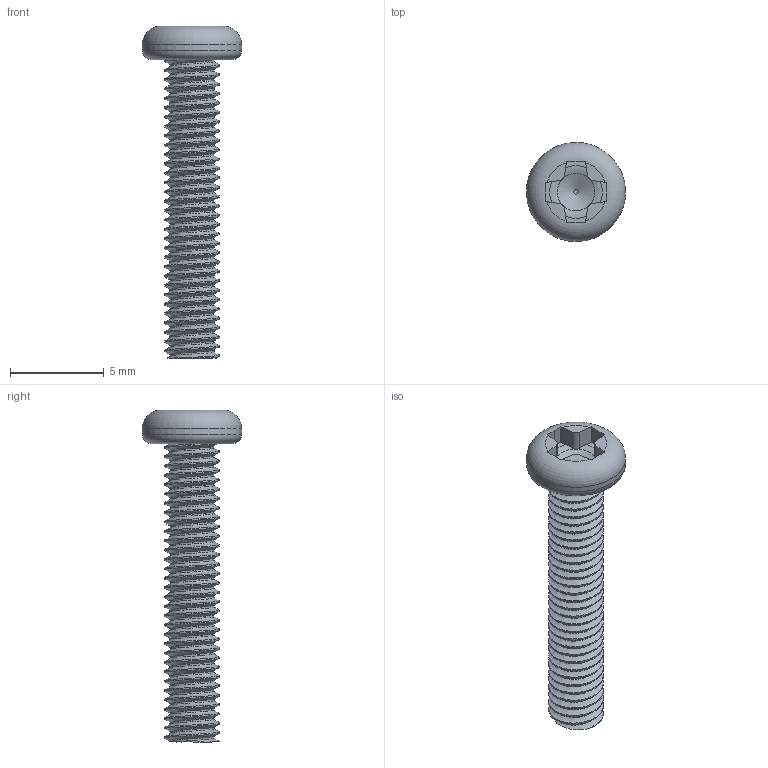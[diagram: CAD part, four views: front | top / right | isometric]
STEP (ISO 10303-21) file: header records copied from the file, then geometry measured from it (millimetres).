
FILE_DESCRIPTION(/* description */ (''),/* implementation_level */ '2;1');
FILE_NAME(/* name */ 'pan_screw_M3X16.step',/* time_stamp */ '2021-08-26T12:36:07+03:00',/* author */ (''),/* organization */ (''),/* preprocessor_version */ 'ST-DEVELOPER v18.1',/* originating_system */ 'Autodesk Translation Framework v10.9.0.1377',/* authorisation */ '');
FILE_SCHEMA (('AUTOMOTIVE_DESIGN { 1 0 10303 214 3 1 1 }'));
Length unit declared in the file: millimetre
Products named in the file (1): Body7 (1)
Bounding box: 5.3 x 5.3 x 17.74 mm (x, y, z)
Volume: 115.3 mm3; surface area: 294.1 mm2
Topology: 1 solids, 1 shells, 107 faces, 312 edges, 207 vertices
Faces by surface type: cylinder 71, plane 26, torus 6, bspline 2, sphere 1, cone 1
Full cylindrical faces by diameter (mm): 2.356 x12, 2.927 x21, 5.3 x1
Entity records: 7281 total; most frequent: CARTESIAN_POINT 4714, ORIENTED_EDGE 622, DIRECTION 396, EDGE_CURVE 311, VERTEX_POINT 207, B_SPLINE_CURVE_WITH_KNOTS 164, AXIS2_PLACEMENT_3D 143, LINE 110
